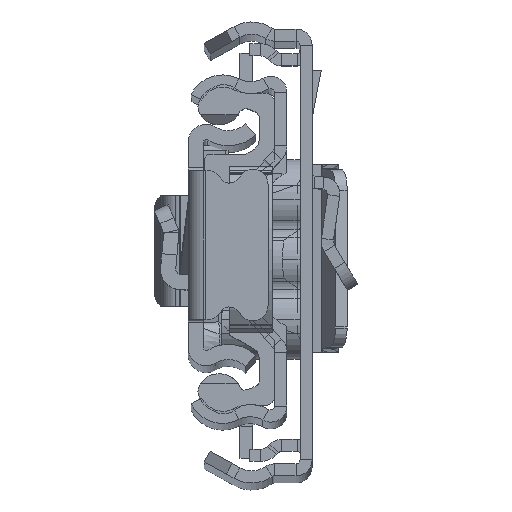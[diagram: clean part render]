
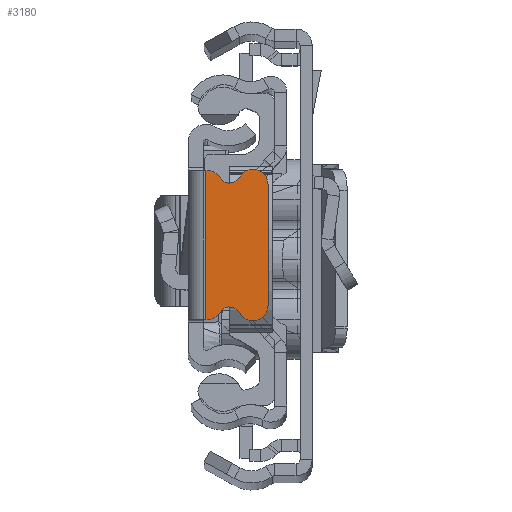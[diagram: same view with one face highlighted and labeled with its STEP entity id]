
A CAD part, top view. The second image highlights one B-rep face of the part: STEP entity #3180.
In plain terms, the highlighted planar face has unit normal (0, 0, 1).
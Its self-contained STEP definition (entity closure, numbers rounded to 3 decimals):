
#100 = CARTESIAN_POINT ( 'NONE',  ( -4.142, 7.236, 0. ) ) ;
#1486 = CARTESIAN_POINT ( 'NONE',  ( -1.929, -7.37, 0. ) ) ;
#1684 = EDGE_CURVE ( 'NONE', #7043, #18928, #24757, .T. ) ;
#1966 = CARTESIAN_POINT ( 'NONE',  ( -5.109, 6.713, 0. ) ) ;
#2033 = ORIENTED_EDGE ( 'NONE', *, *, #1684, .T. ) ;
#2218 = CARTESIAN_POINT ( 'NONE',  ( -1.75, 0., 0. ) ) ;
#2289 = EDGE_CURVE ( 'NONE', #7043, #23334, #6063, .T. ) ;
#2734 = CARTESIAN_POINT ( 'NONE',  ( -7.929, -6., 0. ) ) ;
#2800 = DIRECTION ( 'NONE',  ( 1., 0., 0. ) ) ;
#2805 = DIRECTION ( 'NONE',  ( 0., 0., 1. ) ) ;
#2985 = LINE ( 'NONE', #17086, #13197 ) ;
#3180 = ADVANCED_FACE ( 'NONE', ( #22866 ), #6969, .T. ) ;
#4251 = EDGE_CURVE ( 'NONE', #10811, #6820, #21145, .T. ) ;
#4329 = CARTESIAN_POINT ( 'NONE',  ( 394.071, 0., 0. ) ) ;
#4409 = DIRECTION ( 'NONE',  ( 0., 0., 1. ) ) ;
#4673 = DIRECTION ( 'NONE',  ( -1., 0., 0. ) ) ;
#4893 = CARTESIAN_POINT ( 'NONE',  ( -4.142, -7.236, 0. ) ) ;
#5039 = ORIENTED_EDGE ( 'NONE', *, *, #16491, .F. ) ;
#5575 = CIRCLE ( 'NONE', #20580, 1.5 ) ;
#5846 = EDGE_LOOP ( 'NONE', ( #5039, #15962, #2033, #25025, #20017, #24468, #21925, #6826, #22789, #15427 ) ) ;
#6063 = LINE ( 'NONE', #6178, #18716 ) ;
#6136 = CARTESIAN_POINT ( 'NONE',  ( -1.75, 7.37, 0. ) ) ;
#6178 = CARTESIAN_POINT ( 'NONE',  ( -1.929, 7.37, 0. ) ) ;
#6693 = AXIS2_PLACEMENT_3D ( 'NONE', #100, #24309, #10024 ) ;
#6820 = VERTEX_POINT ( 'NONE', #21196 ) ;
#6826 = ORIENTED_EDGE ( 'NONE', *, *, #10338, .T. ) ;
#6937 = CARTESIAN_POINT ( 'NONE',  ( -7.929, 6., 0. ) ) ;
#6969 = PLANE ( 'NONE',  #15788 ) ;
#7043 = VERTEX_POINT ( 'NONE', #9107 ) ;
#7120 = CIRCLE ( 'NONE', #20854, 1.5 ) ;
#8236 = DIRECTION ( 'NONE',  ( -1., 0., 0. ) ) ;
#8634 = EDGE_CURVE ( 'NONE', #6820, #17139, #18783, .T. ) ;
#8995 = DIRECTION ( 'NONE',  ( 1., 0., 0. ) ) ;
#9107 = CARTESIAN_POINT ( 'NONE',  ( -1.929, 7.37, 0. ) ) ;
#10024 = DIRECTION ( 'NONE',  ( 1., 0., 0. ) ) ;
#10338 = EDGE_CURVE ( 'NONE', #17139, #23260, #23936, .T. ) ;
#10397 = DIRECTION ( 'NONE',  ( 1., 0., 0. ) ) ;
#10517 = DIRECTION ( 'NONE',  ( 0., 0., 1. ) ) ;
#10811 = VERTEX_POINT ( 'NONE', #6937 ) ;
#10990 = DIRECTION ( 'NONE',  ( 0., 0., 1. ) ) ;
#11417 = CIRCLE ( 'NONE', #6693, 1.1 ) ;
#11885 = AXIS2_PLACEMENT_3D ( 'NONE', #4893, #21265, #15093 ) ;
#12387 = CARTESIAN_POINT ( 'NONE',  ( -1.929, 5.87, 0. ) ) ;
#12618 = CARTESIAN_POINT ( 'NONE',  ( -3.206, 6.658, 0. ) ) ;
#13197 = VECTOR ( 'NONE', #25330, 1000. ) ;
#13712 = VERTEX_POINT ( 'NONE', #1966 ) ;
#14394 = DIRECTION ( 'NONE',  ( 0., 0., 1. ) ) ;
#14611 = EDGE_CURVE ( 'NONE', #13712, #10811, #7120, .T. ) ;
#14757 = DIRECTION ( 'NONE',  ( 1., 0., 0. ) ) ;
#14787 = EDGE_CURVE ( 'NONE', #18928, #13712, #11417, .T. ) ;
#15093 = DIRECTION ( 'NONE',  ( -1., 0., 0. ) ) ;
#15427 = ORIENTED_EDGE ( 'NONE', *, *, #15548, .F. ) ;
#15548 = EDGE_CURVE ( 'NONE', #25677, #24356, #2985, .T. ) ;
#15601 = VECTOR ( 'NONE', #19122, 1000. ) ;
#15788 = AXIS2_PLACEMENT_3D ( 'NONE', #4329, #2805, #8995 ) ;
#15962 = ORIENTED_EDGE ( 'NONE', *, *, #2289, .F. ) ;
#16135 = AXIS2_PLACEMENT_3D ( 'NONE', #12387, #14394, #8236 ) ;
#16491 = EDGE_CURVE ( 'NONE', #23334, #25677, #23023, .T. ) ;
#16648 = CARTESIAN_POINT ( 'NONE',  ( -1.75, -7.37, 0. ) ) ;
#17002 = CARTESIAN_POINT ( 'NONE',  ( -6.429, 6., 0. ) ) ;
#17086 = CARTESIAN_POINT ( 'NONE',  ( -1.929, -7.37, 0. ) ) ;
#17139 = VERTEX_POINT ( 'NONE', #26040 ) ;
#18246 = CARTESIAN_POINT ( 'NONE',  ( -3.206, -6.658, 0. ) ) ;
#18716 = VECTOR ( 'NONE', #14757, 1000. ) ;
#18783 = CIRCLE ( 'NONE', #23106, 1.5 ) ;
#18928 = VERTEX_POINT ( 'NONE', #12618 ) ;
#19122 = DIRECTION ( 'NONE',  ( 0., -1., 0. ) ) ;
#20017 = ORIENTED_EDGE ( 'NONE', *, *, #14611, .T. ) ;
#20094 = EDGE_CURVE ( 'NONE', #23260, #24356, #5575, .T. ) ;
#20138 = VECTOR ( 'NONE', #21124, 1000. ) ;
#20580 = AXIS2_PLACEMENT_3D ( 'NONE', #20736, #10517, #10397 ) ;
#20736 = CARTESIAN_POINT ( 'NONE',  ( -1.929, -5.87, 0. ) ) ;
#20854 = AXIS2_PLACEMENT_3D ( 'NONE', #17002, #4409, #4673 ) ;
#21124 = DIRECTION ( 'NONE',  ( 0., -1., 0. ) ) ;
#21145 = LINE ( 'NONE', #2734, #15601 ) ;
#21196 = CARTESIAN_POINT ( 'NONE',  ( -7.929, -6., 0. ) ) ;
#21265 = DIRECTION ( 'NONE',  ( 0., 0., -1. ) ) ;
#21925 = ORIENTED_EDGE ( 'NONE', *, *, #8634, .T. ) ;
#22789 = ORIENTED_EDGE ( 'NONE', *, *, #20094, .T. ) ;
#22866 = FACE_OUTER_BOUND ( 'NONE', #5846, .T. ) ;
#23023 = LINE ( 'NONE', #2218, #20138 ) ;
#23106 = AXIS2_PLACEMENT_3D ( 'NONE', #23528, #10990, #2800 ) ;
#23260 = VERTEX_POINT ( 'NONE', #18246 ) ;
#23334 = VERTEX_POINT ( 'NONE', #6136 ) ;
#23528 = CARTESIAN_POINT ( 'NONE',  ( -6.429, -6., 0. ) ) ;
#23936 = CIRCLE ( 'NONE', #11885, 1.1 ) ;
#24309 = DIRECTION ( 'NONE',  ( 0., 0., -1. ) ) ;
#24356 = VERTEX_POINT ( 'NONE', #1486 ) ;
#24468 = ORIENTED_EDGE ( 'NONE', *, *, #4251, .T. ) ;
#24757 = CIRCLE ( 'NONE', #16135, 1.5 ) ;
#25025 = ORIENTED_EDGE ( 'NONE', *, *, #14787, .T. ) ;
#25330 = DIRECTION ( 'NONE',  ( -1., 0., 0. ) ) ;
#25677 = VERTEX_POINT ( 'NONE', #16648 ) ;
#26040 = CARTESIAN_POINT ( 'NONE',  ( -5.109, -6.713, 0. ) ) ;
